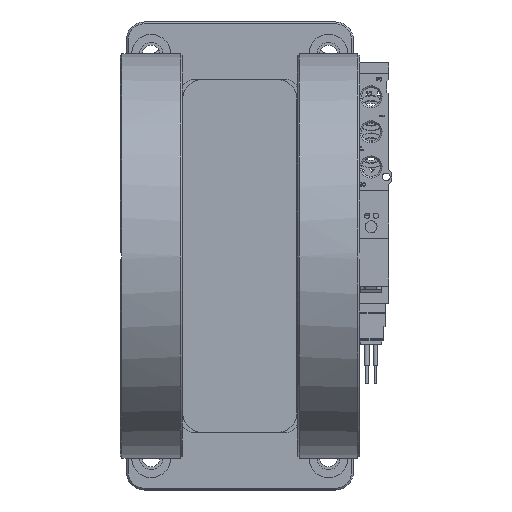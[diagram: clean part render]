
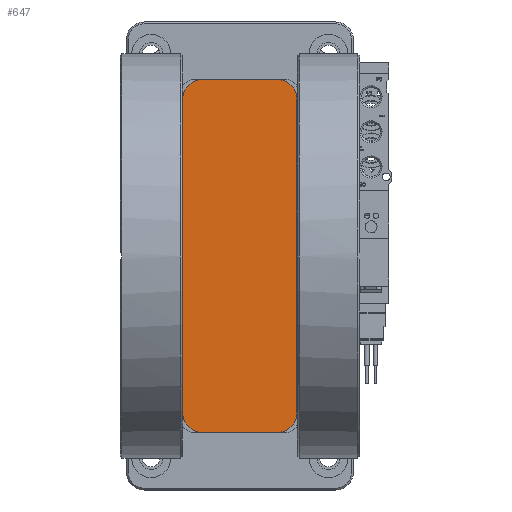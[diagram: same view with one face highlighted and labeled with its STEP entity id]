
A CAD part, left-side view. The second image highlights one B-rep face of the part: STEP entity #647.
In plain terms, the highlighted planar face has unit normal (-1, 0, 0).
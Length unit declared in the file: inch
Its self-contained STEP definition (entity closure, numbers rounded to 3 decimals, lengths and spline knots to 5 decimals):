
#647 = ADVANCED_FACE ( 'NONE', ( #21914 ), #15613, .F. ) ;
#1886 = CIRCLE ( 'NONE', #16865, 0.21654 ) ;
#3667 = CIRCLE ( 'NONE', #38782, 0.21654 ) ;
#4094 = VERTEX_POINT ( 'NONE', #24089 ) ;
#4186 = CARTESIAN_POINT ( 'NONE',  ( -0.15748, 0.63386, 1.74213 ) ) ;
#5747 = EDGE_CURVE ( 'NONE', #28014, #27543, #20366, .T. ) ;
#7403 = CARTESIAN_POINT ( 'NONE',  ( -0.15748, -0.41732, 1.74213 ) ) ;
#8044 = EDGE_CURVE ( 'NONE', #21257, #4094, #1886, .T. ) ;
#8510 = CARTESIAN_POINT ( 'NONE',  ( -0.15748, 0.41732, -1.95866 ) ) ;
#8636 = EDGE_CURVE ( 'NONE', #31371, #21257, #43734, .T. ) ;
#8915 = DIRECTION ( 'NONE',  ( 1., 0., 0. ) ) ;
#10700 = CARTESIAN_POINT ( 'NONE',  ( -0.15748, -0.63386, 1.74213 ) ) ;
#10740 = VECTOR ( 'NONE', #10862, 39.37008 ) ;
#10862 = DIRECTION ( 'NONE',  ( 0., 1., 0. ) ) ;
#11046 = CIRCLE ( 'NONE', #23276, 0.21654 ) ;
#11744 = CARTESIAN_POINT ( 'NONE',  ( -0.15748, 0.41732, 1.74213 ) ) ;
#12732 = DIRECTION ( 'NONE',  ( 0., 0., -1. ) ) ;
#13469 = CIRCLE ( 'NONE', #20664, 0.21654 ) ;
#14285 = EDGE_CURVE ( 'NONE', #34011, #43745, #31717, .T. ) ;
#14867 = VECTOR ( 'NONE', #31089, 39.37008 ) ;
#15476 = ORIENTED_EDGE ( 'NONE', *, *, #8044, .F. ) ;
#15613 = PLANE ( 'NONE',  #28572 ) ;
#16296 = CARTESIAN_POINT ( 'NONE',  ( -0.15748, 0.41732, -1.74213 ) ) ;
#16786 = DIRECTION ( 'NONE',  ( 1., 0., 0. ) ) ;
#16820 = DIRECTION ( 'NONE',  ( 1., 0., 0. ) ) ;
#16865 = AXIS2_PLACEMENT_3D ( 'NONE', #11744, #22076, #28575 ) ;
#16981 = CARTESIAN_POINT ( 'NONE',  ( -0.15748, -0.63386, 1.74213 ) ) ;
#17429 = CARTESIAN_POINT ( 'NONE',  ( -0.15748, 0.41732, 1.95866 ) ) ;
#17752 = EDGE_CURVE ( 'NONE', #27543, #34011, #11046, .T. ) ;
#18485 = CARTESIAN_POINT ( 'NONE',  ( -0.15748, 0.41732, -1.95866 ) ) ;
#19281 = CARTESIAN_POINT ( 'NONE',  ( -0.15748, -0.41732, -1.74213 ) ) ;
#20366 = LINE ( 'NONE', #10700, #21314 ) ;
#20664 = AXIS2_PLACEMENT_3D ( 'NONE', #16296, #8915, #36282 ) ;
#21085 = ORIENTED_EDGE ( 'NONE', *, *, #8636, .F. ) ;
#21257 = VERTEX_POINT ( 'NONE', #21371 ) ;
#21314 = VECTOR ( 'NONE', #24417, 39.37008 ) ;
#21350 = ORIENTED_EDGE ( 'NONE', *, *, #17752, .F. ) ;
#21371 = CARTESIAN_POINT ( 'NONE',  ( -0.15748, 0.63386, 1.74213 ) ) ;
#21914 = FACE_OUTER_BOUND ( 'NONE', #36404, .T. ) ;
#22076 = DIRECTION ( 'NONE',  ( 1., 0., 0. ) ) ;
#23276 = AXIS2_PLACEMENT_3D ( 'NONE', #19281, #16786, #12732 ) ;
#23589 = CARTESIAN_POINT ( 'NONE',  ( -0.15748, -0.63386, -1.74213 ) ) ;
#23665 = VERTEX_POINT ( 'NONE', #31244 ) ;
#24089 = CARTESIAN_POINT ( 'NONE',  ( -0.15748, 0.41732, 1.95866 ) ) ;
#24163 = LINE ( 'NONE', #17429, #14867 ) ;
#24417 = DIRECTION ( 'NONE',  ( 0., 0., -1. ) ) ;
#24644 = ORIENTED_EDGE ( 'NONE', *, *, #39952, .F. ) ;
#25399 = ORIENTED_EDGE ( 'NONE', *, *, #14285, .F. ) ;
#25947 = DIRECTION ( 'NONE',  ( 1., 0., 0. ) ) ;
#27543 = VERTEX_POINT ( 'NONE', #23589 ) ;
#27773 = DIRECTION ( 'NONE',  ( 0., 0., 1. ) ) ;
#28014 = VERTEX_POINT ( 'NONE', #16981 ) ;
#28572 = AXIS2_PLACEMENT_3D ( 'NONE', #29063, #25947, #39190 ) ;
#28575 = DIRECTION ( 'NONE',  ( 0., 0., -1. ) ) ;
#28620 = ORIENTED_EDGE ( 'NONE', *, *, #5747, .F. ) ;
#28742 = EDGE_CURVE ( 'NONE', #23665, #28014, #3667, .T. ) ;
#29035 = ORIENTED_EDGE ( 'NONE', *, *, #28742, .F. ) ;
#29063 = CARTESIAN_POINT ( 'NONE',  ( -0.15748, -0.41732, 1.74213 ) ) ;
#31089 = DIRECTION ( 'NONE',  ( 0., -1., 0. ) ) ;
#31244 = CARTESIAN_POINT ( 'NONE',  ( -0.15748, -0.41732, 1.95866 ) ) ;
#31371 = VERTEX_POINT ( 'NONE', #44271 ) ;
#31717 = LINE ( 'NONE', #18485, #10740 ) ;
#31955 = ORIENTED_EDGE ( 'NONE', *, *, #35639, .F. ) ;
#34011 = VERTEX_POINT ( 'NONE', #41253 ) ;
#35487 = VECTOR ( 'NONE', #27773, 39.37008 ) ;
#35639 = EDGE_CURVE ( 'NONE', #4094, #23665, #24163, .T. ) ;
#36282 = DIRECTION ( 'NONE',  ( 0., 0., 1. ) ) ;
#36404 = EDGE_LOOP ( 'NONE', ( #29035, #31955, #15476, #21085, #24644, #25399, #21350, #28620 ) ) ;
#38782 = AXIS2_PLACEMENT_3D ( 'NONE', #7403, #16820, #44197 ) ;
#39190 = DIRECTION ( 'NONE',  ( 0., 1., 0. ) ) ;
#39952 = EDGE_CURVE ( 'NONE', #43745, #31371, #13469, .T. ) ;
#41253 = CARTESIAN_POINT ( 'NONE',  ( -0.15748, -0.41732, -1.95866 ) ) ;
#43734 = LINE ( 'NONE', #4186, #35487 ) ;
#43745 = VERTEX_POINT ( 'NONE', #8510 ) ;
#44197 = DIRECTION ( 'NONE',  ( 0., 0., -1. ) ) ;
#44271 = CARTESIAN_POINT ( 'NONE',  ( -0.15748, 0.63386, -1.74213 ) ) ;
